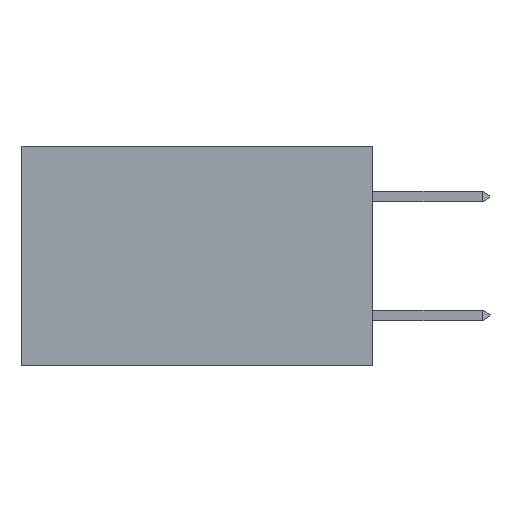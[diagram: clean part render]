
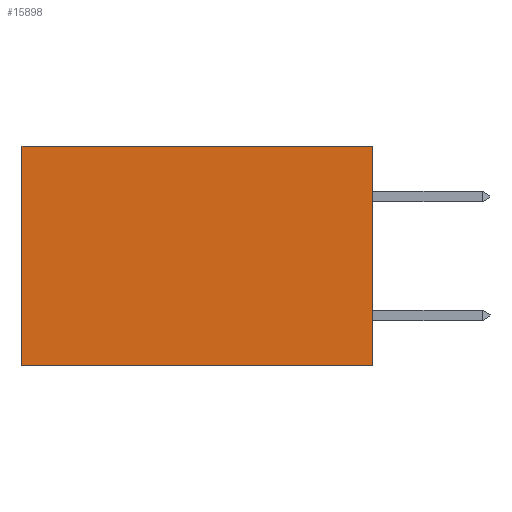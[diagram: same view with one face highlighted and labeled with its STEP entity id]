
A CAD part, left-side view. The second image highlights one B-rep face of the part: STEP entity #15898.
In plain terms, the highlighted planar face has unit normal (-1, 0, 0).
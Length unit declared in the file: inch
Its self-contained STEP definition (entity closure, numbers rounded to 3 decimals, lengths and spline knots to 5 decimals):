
#125 = DIRECTION ( 'NONE',  ( 0., 0., -1. ) ) ;
#306 = VERTEX_POINT ( 'NONE', #17983 ) ;
#644 = VERTEX_POINT ( 'NONE', #17627 ) ;
#674 = CARTESIAN_POINT ( 'NONE',  ( 0.277, 0.59, -0.37 ) ) ;
#1799 = VECTOR ( 'NONE', #125, 39.37008 ) ;
#1842 = CARTESIAN_POINT ( 'NONE',  ( 0.277, 0., -0.37 ) ) ;
#2399 = DIRECTION ( 'NONE',  ( 0., 0., -1. ) ) ;
#4061 = DIRECTION ( 'NONE',  ( 0., 0., -1. ) ) ;
#4503 = EDGE_CURVE ( 'NONE', #20987, #644, #8561, .T. ) ;
#4551 = ORIENTED_EDGE ( 'NONE', *, *, #16397, .F. ) ;
#5640 = EDGE_CURVE ( 'NONE', #306, #21848, #13311, .T. ) ;
#5750 = CARTESIAN_POINT ( 'NONE',  ( 0.277, 0., -0.37 ) ) ;
#7254 = CARTESIAN_POINT ( 'NONE',  ( 0.277, 0., 0. ) ) ;
#7713 = CARTESIAN_POINT ( 'NONE',  ( 0.277, 0., 0. ) ) ;
#8561 = LINE ( 'NONE', #7713, #21603 ) ;
#8593 = ORIENTED_EDGE ( 'NONE', *, *, #11641, .T. ) ;
#10884 = PLANE ( 'NONE',  #11657 ) ;
#11641 = EDGE_CURVE ( 'NONE', #644, #21848, #20618, .T. ) ;
#11657 = AXIS2_PLACEMENT_3D ( 'NONE', #5750, #14375, #4061 ) ;
#12036 = FACE_OUTER_BOUND ( 'NONE', #15816, .T. ) ;
#12143 = ORIENTED_EDGE ( 'NONE', *, *, #5640, .F. ) ;
#13276 = DIRECTION ( 'NONE',  ( 0., 1., 0. ) ) ;
#13311 = LINE ( 'NONE', #16391, #18410 ) ;
#14225 = ORIENTED_EDGE ( 'NONE', *, *, #4503, .T. ) ;
#14375 = DIRECTION ( 'NONE',  ( 1., 0., 0. ) ) ;
#15816 = EDGE_LOOP ( 'NONE', ( #8593, #12143, #4551, #14225 ) ) ;
#15898 = ADVANCED_FACE ( 'NONE', ( #12036 ), #10884, .F. ) ;
#16391 = CARTESIAN_POINT ( 'NONE',  ( 0.277, 0., -0.37 ) ) ;
#16396 = DIRECTION ( 'NONE',  ( 0., 1., 0. ) ) ;
#16397 = EDGE_CURVE ( 'NONE', #20987, #306, #20040, .T. ) ;
#17627 = CARTESIAN_POINT ( 'NONE',  ( 0.277, 0.59, 0. ) ) ;
#17983 = CARTESIAN_POINT ( 'NONE',  ( 0.277, 0., -0.37 ) ) ;
#18410 = VECTOR ( 'NONE', #16396, 39.37008 ) ;
#20040 = LINE ( 'NONE', #1842, #1799 ) ;
#20094 = VECTOR ( 'NONE', #2399, 39.37008 ) ;
#20618 = LINE ( 'NONE', #674, #20094 ) ;
#20987 = VERTEX_POINT ( 'NONE', #7254 ) ;
#21348 = CARTESIAN_POINT ( 'NONE',  ( 0.277, 0.59, -0.37 ) ) ;
#21603 = VECTOR ( 'NONE', #13276, 39.37008 ) ;
#21848 = VERTEX_POINT ( 'NONE', #21348 ) ;
